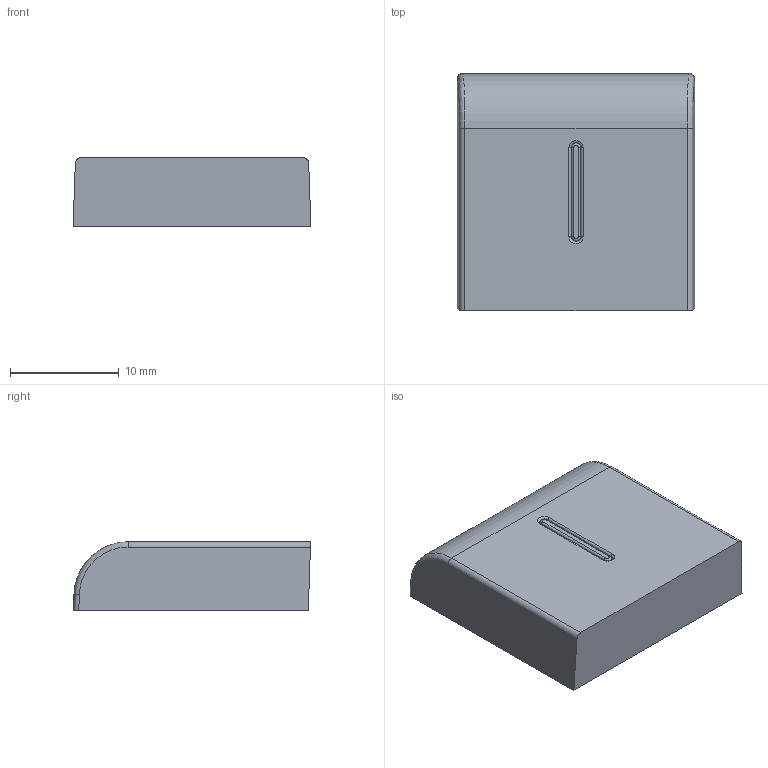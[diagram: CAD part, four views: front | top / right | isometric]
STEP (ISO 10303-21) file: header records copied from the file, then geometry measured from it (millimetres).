
FILE_DESCRIPTION(('CATIA V5 STEP Exchange','CAx-IF Rec.Pracs.--- Model Styling and Organization---1.4--- 2014-01-23'),'2;1');
FILE_NAME('GW10557S.stp','2024-02-13T13:42:07+00:00',('none'),('none'),'CATIA Version 5-6 Release 2019 SP6','CATIA V5 STEP AP214 v1','none');
FILE_SCHEMA(('AUTOMOTIVE_DESIGN { 1 0 10303 214 1 1 1 1 }'));
Length unit declared in the file: millimetre
Products named in the file (1): GW10557S
Bounding box: 21.9 x 21.85 x 6.3 mm (x, y, z)
Volume: 1181.2 mm3; surface area: 1785.9 mm2
Topology: 2 solids, 2 shells, 127 faces, 319 edges, 196 vertices
Faces by surface type: plane 62, cylinder 45, bspline 8, torus 6, cone 4, sphere 2
Entity records: 4129 total; most frequent: CARTESIAN_POINT 1204, ORIENTED_EDGE 634, DIRECTION 444, EDGE_CURVE 317, VERTEX_POINT 196, VECTOR 195, LINE 195, AXIS2_PLACEMENT_3D 164
